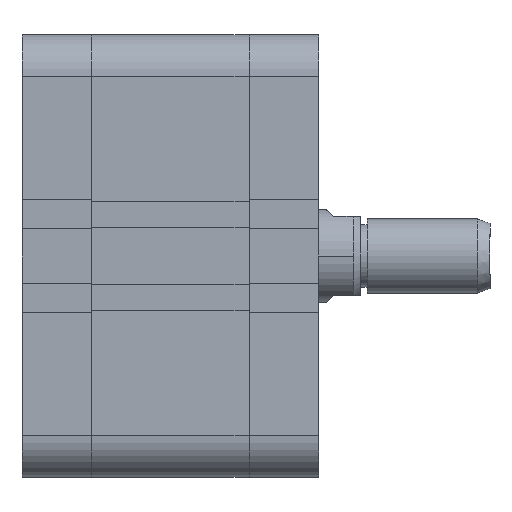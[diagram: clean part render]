
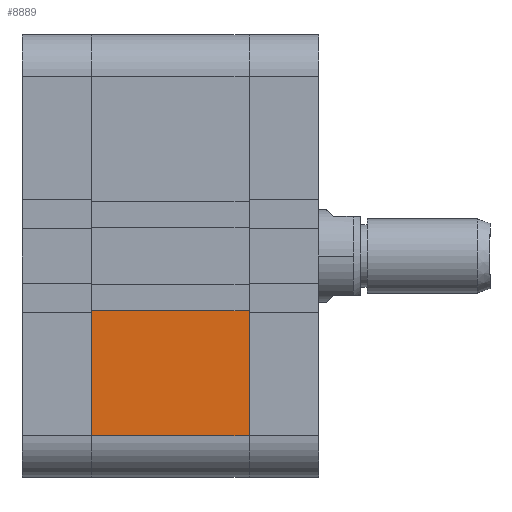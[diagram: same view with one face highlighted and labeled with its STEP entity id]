
A CAD part, front view. The second image highlights one B-rep face of the part: STEP entity #8889.
In plain terms, the highlighted planar face has unit normal (0, -1, 0).
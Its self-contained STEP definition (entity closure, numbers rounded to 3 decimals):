
#333 = CARTESIAN_POINT ( 'NONE',  ( 34.001, -47.75, -11.8 ) ) ;
#479 = VECTOR ( 'NONE', #12176, 1000. ) ;
#1184 = DIRECTION ( 'NONE',  ( 0., 0., 1. ) ) ;
#2659 = VERTEX_POINT ( 'NONE', #25298 ) ;
#3897 = FACE_OUTER_BOUND ( 'NONE', #34355, .T. ) ;
#5336 = VECTOR ( 'NONE', #28169, 1000. ) ;
#5720 = EDGE_CURVE ( 'NONE', #32954, #21575, #25060, .T. ) ;
#7590 = ORIENTED_EDGE ( 'NONE', *, *, #19923, .T. ) ;
#8006 = CARTESIAN_POINT ( 'NONE',  ( 34., -47.75, -38.75 ) ) ;
#8156 = EDGE_CURVE ( 'NONE', #25682, #21575, #23312, .T. ) ;
#8889 = ADVANCED_FACE ( 'NONE', ( #3897 ), #28145, .F. ) ;
#11758 = VECTOR ( 'NONE', #27412, 1000. ) ;
#12176 = DIRECTION ( 'NONE',  ( -1., 0., 0. ) ) ;
#14534 = CARTESIAN_POINT ( 'NONE',  ( 0., -47.75, -38.75 ) ) ;
#15513 = ORIENTED_EDGE ( 'NONE', *, *, #8156, .F. ) ;
#15928 = DIRECTION ( 'NONE',  ( 0., 1., 0. ) ) ;
#18488 = CARTESIAN_POINT ( 'NONE',  ( 0., -47.75, -47.75 ) ) ;
#19923 = EDGE_CURVE ( 'NONE', #2659, #32954, #36362, .T. ) ;
#21575 = VERTEX_POINT ( 'NONE', #35706 ) ;
#23312 = LINE ( 'NONE', #33027, #37601 ) ;
#23544 = CARTESIAN_POINT ( 'NONE',  ( 34., -47.75, -11.8 ) ) ;
#24474 = ORIENTED_EDGE ( 'NONE', *, *, #5720, .T. ) ;
#25060 = LINE ( 'NONE', #8006, #5336 ) ;
#25298 = CARTESIAN_POINT ( 'NONE',  ( 0., -47.75, -11.8 ) ) ;
#25682 = VERTEX_POINT ( 'NONE', #23544 ) ;
#26609 = DIRECTION ( 'NONE',  ( 0., 0., -1. ) ) ;
#26914 = LINE ( 'NONE', #333, #479 ) ;
#27412 = DIRECTION ( 'NONE',  ( 0., 0., -1. ) ) ;
#28145 = PLANE ( 'NONE',  #32019 ) ;
#28169 = DIRECTION ( 'NONE',  ( 1., 0., 0. ) ) ;
#28244 = EDGE_CURVE ( 'NONE', #25682, #2659, #26914, .T. ) ;
#32019 = AXIS2_PLACEMENT_3D ( 'NONE', #37096, #15928, #1184 ) ;
#32611 = ORIENTED_EDGE ( 'NONE', *, *, #28244, .T. ) ;
#32954 = VERTEX_POINT ( 'NONE', #14534 ) ;
#33027 = CARTESIAN_POINT ( 'NONE',  ( 34., -47.75, -47.75 ) ) ;
#34355 = EDGE_LOOP ( 'NONE', ( #32611, #7590, #24474, #15513 ) ) ;
#35706 = CARTESIAN_POINT ( 'NONE',  ( 34., -47.75, -38.75 ) ) ;
#36362 = LINE ( 'NONE', #18488, #11758 ) ;
#37096 = CARTESIAN_POINT ( 'NONE',  ( 34., -47.75, -47.75 ) ) ;
#37601 = VECTOR ( 'NONE', #26609, 1000. ) ;
